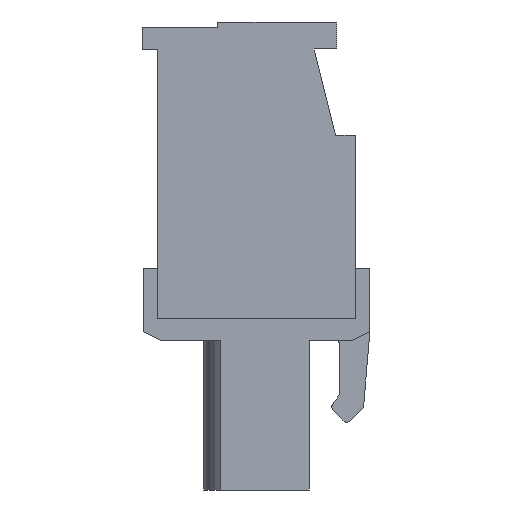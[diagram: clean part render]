
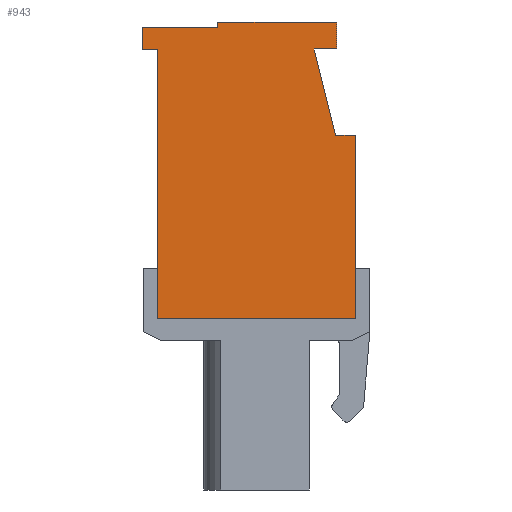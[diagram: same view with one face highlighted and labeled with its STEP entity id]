
A CAD part, left-side view. The second image highlights one B-rep face of the part: STEP entity #943.
In plain terms, the highlighted planar face has unit normal (-1, 0, 0).
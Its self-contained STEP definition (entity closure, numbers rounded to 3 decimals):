
#943 = ADVANCED_FACE( '', ( #2212 ), #2213, .T. );
#2212 = FACE_OUTER_BOUND( '', #3910, .T. );
#2213 = PLANE( '', #3911 );
#3910 = EDGE_LOOP( '', ( #6160, #6161, #6162, #6163, #6164, #6165, #6166, #6167, #6168, #6169, #6170, #6171 ) );
#3911 = AXIS2_PLACEMENT_3D( '', #6172, #6173, #6174 );
#6160 = ORIENTED_EDGE( '', *, *, #10972, .T. );
#6161 = ORIENTED_EDGE( '', *, *, #10973, .T. );
#6162 = ORIENTED_EDGE( '', *, *, #10974, .T. );
#6163 = ORIENTED_EDGE( '', *, *, #10975, .T. );
#6164 = ORIENTED_EDGE( '', *, *, #10976, .T. );
#6165 = ORIENTED_EDGE( '', *, *, #10977, .T. );
#6166 = ORIENTED_EDGE( '', *, *, #10978, .T. );
#6167 = ORIENTED_EDGE( '', *, *, #10979, .T. );
#6168 = ORIENTED_EDGE( '', *, *, #10980, .T. );
#6169 = ORIENTED_EDGE( '', *, *, #10981, .T. );
#6170 = ORIENTED_EDGE( '', *, *, #10982, .T. );
#6171 = ORIENTED_EDGE( '', *, *, #10507, .T. );
#6172 = CARTESIAN_POINT( '', ( -10., 0., 0. ) );
#6173 = DIRECTION( '', ( -1., 0., 0. ) );
#6174 = DIRECTION( '', ( 0., 0., 1. ) );
#10507 = EDGE_CURVE( '', #12600, #12601, #12602, .T. );
#10972 = EDGE_CURVE( '', #12601, #13419, #13420, .T. );
#10973 = EDGE_CURVE( '', #13419, #13421, #13422, .T. );
#10974 = EDGE_CURVE( '', #13421, #13423, #13424, .T. );
#10975 = EDGE_CURVE( '', #13423, #13425, #13426, .T. );
#10976 = EDGE_CURVE( '', #13425, #13427, #13428, .T. );
#10977 = EDGE_CURVE( '', #13427, #13429, #13430, .T. );
#10978 = EDGE_CURVE( '', #13429, #13431, #13432, .T. );
#10979 = EDGE_CURVE( '', #13431, #13433, #13434, .T. );
#10980 = EDGE_CURVE( '', #13433, #13435, #13436, .T. );
#10981 = EDGE_CURVE( '', #13435, #13437, #13438, .T. );
#10982 = EDGE_CURVE( '', #13437, #12600, #13439, .T. );
#12600 = VERTEX_POINT( '', #15674 );
#12601 = VERTEX_POINT( '', #15675 );
#12602 = LINE( '', #15676, #15677 );
#13419 = VERTEX_POINT( '', #16854 );
#13420 = LINE( '', #16855, #16856 );
#13421 = VERTEX_POINT( '', #16857 );
#13422 = LINE( '', #16858, #16859 );
#13423 = VERTEX_POINT( '', #16860 );
#13424 = LINE( '', #16861, #16862 );
#13425 = VERTEX_POINT( '', #16863 );
#13426 = LINE( '', #16864, #16865 );
#13427 = VERTEX_POINT( '', #16866 );
#13428 = LINE( '', #16867, #16868 );
#13429 = VERTEX_POINT( '', #16869 );
#13430 = LINE( '', #16870, #16871 );
#13431 = VERTEX_POINT( '', #16872 );
#13432 = LINE( '', #16873, #16874 );
#13433 = VERTEX_POINT( '', #16875 );
#13434 = LINE( '', #16876, #16877 );
#13435 = VERTEX_POINT( '', #16878 );
#13436 = LINE( '', #16879, #16880 );
#13437 = VERTEX_POINT( '', #16881 );
#13438 = LINE( '', #16882, #16883 );
#13439 = LINE( '', #16884, #16885 );
#15674 = CARTESIAN_POINT( '', ( -10., -3.2, 7.525 ) );
#15675 = CARTESIAN_POINT( '', ( -10., -4.45, 7.525 ) );
#15676 = CARTESIAN_POINT( '', ( -10., -3.2, 7.525 ) );
#15677 = VECTOR( '', #19956, 1000. );
#16854 = CARTESIAN_POINT( '', ( -10., -4.45, 9.025 ) );
#16855 = CARTESIAN_POINT( '', ( -10., -4.45, 7.525 ) );
#16856 = VECTOR( '', #20394, 1000. );
#16857 = CARTESIAN_POINT( '', ( -10., 2.15, 9.025 ) );
#16858 = CARTESIAN_POINT( '', ( -10., -4.45, 9.025 ) );
#16859 = VECTOR( '', #20395, 1000. );
#16860 = CARTESIAN_POINT( '', ( -10., 2.15, 8.725 ) );
#16861 = CARTESIAN_POINT( '', ( -10., 2.15, 9.025 ) );
#16862 = VECTOR( '', #20396, 1000. );
#16863 = CARTESIAN_POINT( '', ( -10., 6.35, 8.725 ) );
#16864 = CARTESIAN_POINT( '', ( -10., 2.15, 8.725 ) );
#16865 = VECTOR( '', #20397, 1000. );
#16866 = CARTESIAN_POINT( '', ( -10., 6.35, 7.475 ) );
#16867 = CARTESIAN_POINT( '', ( -10., 6.35, 8.725 ) );
#16868 = VECTOR( '', #20398, 1000. );
#16869 = CARTESIAN_POINT( '', ( -10., 5.5, 7.475 ) );
#16870 = CARTESIAN_POINT( '', ( -10., 6.35, 7.475 ) );
#16871 = VECTOR( '', #20399, 1000. );
#16872 = CARTESIAN_POINT( '', ( -10., 5.5, -7.475 ) );
#16873 = CARTESIAN_POINT( '', ( -10., 5.5, 7.475 ) );
#16874 = VECTOR( '', #20400, 1000. );
#16875 = CARTESIAN_POINT( '', ( -10., -5.5, -7.475 ) );
#16876 = CARTESIAN_POINT( '', ( -10., 5.5, -7.475 ) );
#16877 = VECTOR( '', #20401, 1000. );
#16878 = CARTESIAN_POINT( '', ( -10., -5.5, 2.725 ) );
#16879 = CARTESIAN_POINT( '', ( -10., -5.5, -7.475 ) );
#16880 = VECTOR( '', #20402, 1000. );
#16881 = CARTESIAN_POINT( '', ( -10., -4.4, 2.725 ) );
#16882 = CARTESIAN_POINT( '', ( -10., -5.5, 2.725 ) );
#16883 = VECTOR( '', #20403, 1000. );
#16884 = CARTESIAN_POINT( '', ( -10., -4.4, 2.725 ) );
#16885 = VECTOR( '', #20404, 1000. );
#19956 = DIRECTION( '', ( 0., -1., 0. ) );
#20394 = DIRECTION( '', ( 0., 0., 1. ) );
#20395 = DIRECTION( '', ( 0., 1., 0. ) );
#20396 = DIRECTION( '', ( 0., 0., -1. ) );
#20397 = DIRECTION( '', ( 0., 1., 0. ) );
#20398 = DIRECTION( '', ( 0., 0., -1. ) );
#20399 = DIRECTION( '', ( 0., -1., 0. ) );
#20400 = DIRECTION( '', ( 0., 0., -1. ) );
#20401 = DIRECTION( '', ( 0., -1., 0. ) );
#20402 = DIRECTION( '', ( 0., 0., 1. ) );
#20403 = DIRECTION( '', ( 0., 1., 0. ) );
#20404 = DIRECTION( '', ( 0., 0.243, 0.97 ) );
